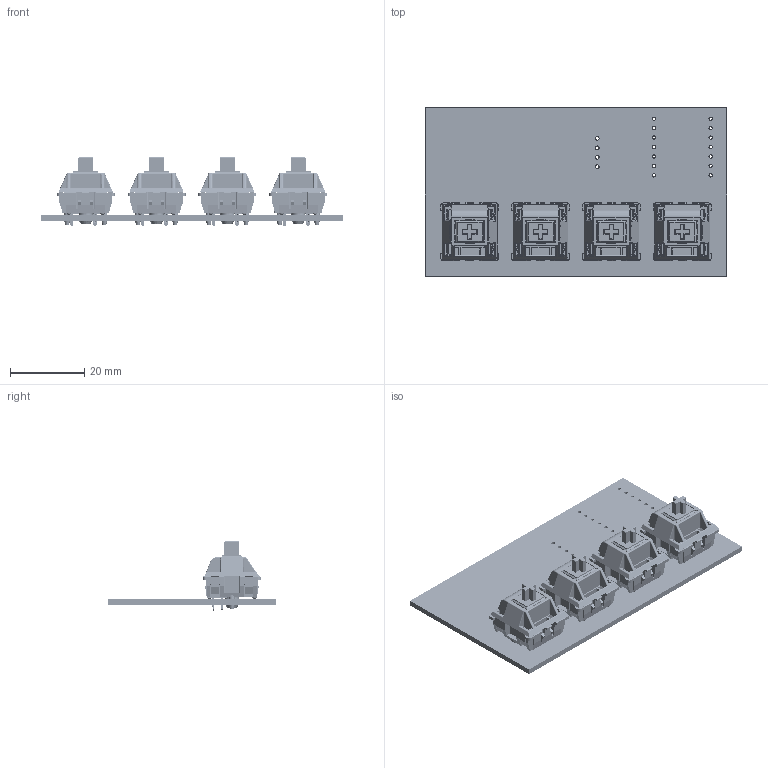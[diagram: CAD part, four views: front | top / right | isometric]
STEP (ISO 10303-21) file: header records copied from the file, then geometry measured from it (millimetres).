
FILE_DESCRIPTION(('KiCad electronic assembly'),'2;1');
FILE_NAME('Hack Pad PCB.step','2025-06-13T00:20:24',('Pcbnew'),('Kicad') ,'Open CASCADE STEP processor 7.8','KiCad to STEP converter','Unknown' );
FILE_SCHEMA(('AUTOMOTIVE_DESIGN { 1 0 10303 214 1 1 1 1 }'));
Length unit declared in the file: millimetre
Products named in the file (3): Hack Pad PCB 1; MX_PCB; Hack Pad PCB_PCB
Assembly tree (5 placements, depth 2):
  Hack Pad PCB 1
    MX_PCB  x4
    Hack Pad PCB_PCB
Bounding box: 80.96 x 45.24 x 18.6 mm (x, y, z)
Volume: 9400.5 mm3; surface area: 20843.8 mm2
Topology: 29 solids, 29 shells, 3812 faces, 10050 edges, 6336 vertices
Faces by surface type: plane 2342, cylinder 1054, torus 144, bspline 128, sphere 104, cone 40
Full cylindrical faces by diameter (mm): 0.889 x14, 1 x4, 1.5 x8, 1.75 x8, 4 x4
Entity records: 46166 total; most frequent: CARTESIAN_POINT 15067, ORIENTED_EDGE 5206, DIRECTION 4849, EDGE_CURVE 2603, LINE 1887, VECTOR 1887, VERTEX_POINT 1647, AXIS2_PLACEMENT_3D 1481
